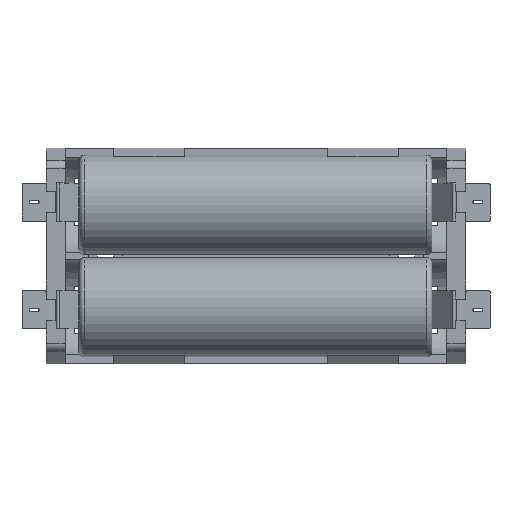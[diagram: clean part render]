
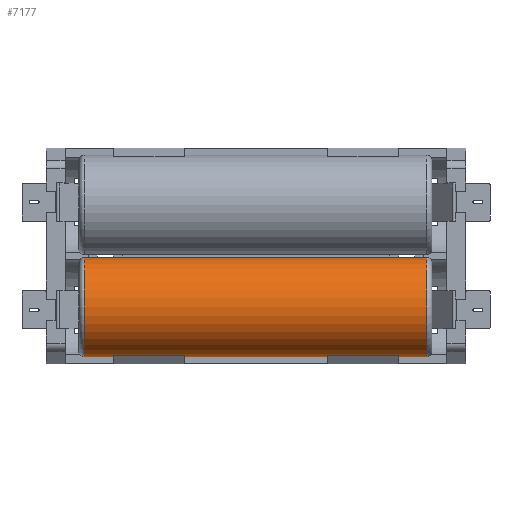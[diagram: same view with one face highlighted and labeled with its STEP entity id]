
A CAD part, top view. The second image highlights one B-rep face of the part: STEP entity #7177.
In plain terms, the highlighted cylindrical face has radius 9.125 mm (diameter 18.25 mm), a full revolution.
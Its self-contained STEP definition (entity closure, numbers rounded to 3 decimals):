
#116=CYLINDRICAL_SURFACE('',#7719,9.125);
#370=CIRCLE('',#7717,9.125);
#371=CIRCLE('',#7718,9.125);
#372=CIRCLE('',#7720,9.125);
#373=CIRCLE('',#7721,9.125);
#744=FACE_OUTER_BOUND('',#1135,.T.);
#1135=EDGE_LOOP('',(#6514,#6515,#6516,#6517,#6518,#6519));
#1955=LINE('',#12089,#2768);
#2768=VECTOR('',#9541,9.125);
#3441=VERTEX_POINT('',#12082);
#3442=VERTEX_POINT('',#12084);
#3443=VERTEX_POINT('',#12088);
#3444=VERTEX_POINT('',#12090);
#4467=EDGE_CURVE('',#3441,#3442,#370,.T.);
#4468=EDGE_CURVE('',#3442,#3441,#371,.T.);
#4469=EDGE_CURVE('',#3442,#3443,#1955,.T.);
#4470=EDGE_CURVE('',#3444,#3443,#372,.T.);
#4471=EDGE_CURVE('',#3443,#3444,#373,.T.);
#6514=ORIENTED_EDGE('',*,*,#4468,.F.);
#6515=ORIENTED_EDGE('',*,*,#4469,.T.);
#6516=ORIENTED_EDGE('',*,*,#4470,.F.);
#6517=ORIENTED_EDGE('',*,*,#4471,.F.);
#6518=ORIENTED_EDGE('',*,*,#4469,.F.);
#6519=ORIENTED_EDGE('',*,*,#4467,.F.);
#7177=ADVANCED_FACE('',(#744),#116,.T.);
#7717=AXIS2_PLACEMENT_3D('',#12085,#9535,#9536);
#7718=AXIS2_PLACEMENT_3D('',#12086,#9537,#9538);
#7719=AXIS2_PLACEMENT_3D('',#12087,#9539,#9540);
#7720=AXIS2_PLACEMENT_3D('',#12091,#9542,#9543);
#7721=AXIS2_PLACEMENT_3D('',#12092,#9544,#9545);
#9535=DIRECTION('center_axis',(1.,0.,0.));
#9536=DIRECTION('ref_axis',(0.,1.,0.));
#9537=DIRECTION('center_axis',(1.,0.,0.));
#9538=DIRECTION('ref_axis',(0.,1.,0.));
#9539=DIRECTION('center_axis',(1.,0.,0.));
#9540=DIRECTION('ref_axis',(0.,1.,0.));
#9541=DIRECTION('',(-1.,0.,0.));
#9542=DIRECTION('center_axis',(-1.,0.,0.));
#9543=DIRECTION('ref_axis',(0.,1.,0.));
#9544=DIRECTION('center_axis',(-1.,0.,0.));
#9545=DIRECTION('ref_axis',(0.,1.,0.));
#12082=CARTESIAN_POINT('',(31.385,-9.415,18.566));
#12084=CARTESIAN_POINT('',(31.385,-18.54,9.441));
#12085=CARTESIAN_POINT('Origin',(31.385,-9.415,9.441));
#12086=CARTESIAN_POINT('Origin',(31.385,-9.415,9.441));
#12087=CARTESIAN_POINT('Origin',(-32.615,-9.415,9.441));
#12088=CARTESIAN_POINT('',(-31.615,-18.54,9.441));
#12089=CARTESIAN_POINT('',(-32.615,-18.54,9.441));
#12090=CARTESIAN_POINT('',(-31.615,-9.415,18.566));
#12091=CARTESIAN_POINT('Origin',(-31.615,-9.415,9.441));
#12092=CARTESIAN_POINT('Origin',(-31.615,-9.415,9.441));
